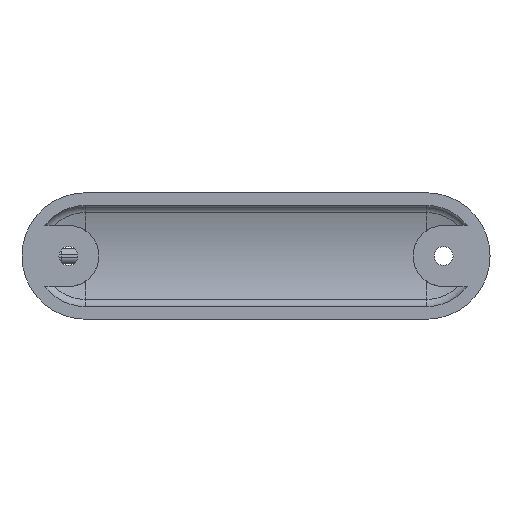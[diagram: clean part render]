
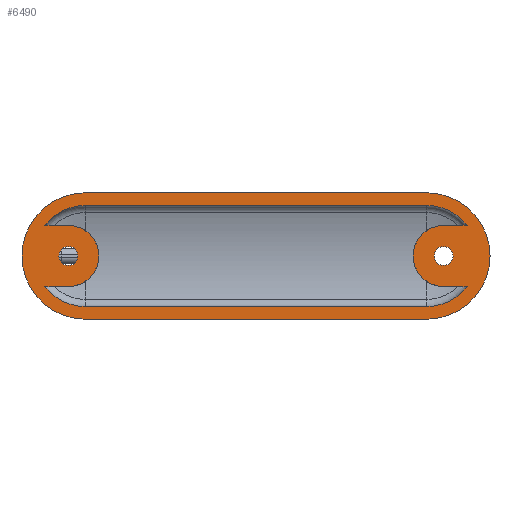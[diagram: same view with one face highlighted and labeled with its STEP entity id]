
A CAD part, left-side view. The second image highlights one B-rep face of the part: STEP entity #6490.
In plain terms, the highlighted planar face has unit normal (-1, 0, 0).
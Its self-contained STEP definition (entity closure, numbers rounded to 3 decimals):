
#4630=CARTESIAN_POINT('',(0.,40.5,-15.));
#4640=VERTEX_POINT('',#4630);
#4800=CARTESIAN_POINT('',(0.,40.5,15.));
#4810=VERTEX_POINT('',#4800);
#4840=CARTESIAN_POINT('',(0.,40.5,0.));
#4850=DIRECTION('',(-1.,0.,0.));
#4860=DIRECTION('',(0.,0.,1.));
#4870=AXIS2_PLACEMENT_3D('',#4840,#4850,#4860);
#4880=CIRCLE('',#4870,15.);
#4890=EDGE_CURVE('',#4810,#4640,#4880,.T.);
#4940=CARTESIAN_POINT('',(0.,-55.5,0.));
#4950=DIRECTION('',(1.,0.,0.));
#4960=DIRECTION('',(0.,-1.,0.));
#4970=AXIS2_PLACEMENT_3D('',#4940,#4950,#4960);
#4980=PLANE('',#4970);
#4990=CARTESIAN_POINT('',(0.,-55.5,15.));
#5000=DIRECTION('',(0.,1.,0.));
#5010=VECTOR('',#5000,1.);
#5020=LINE('',#4990,#5010);
#5030=CARTESIAN_POINT('',(0.,-40.5,15.));
#5040=VERTEX_POINT('',#5030);
#5050=EDGE_CURVE('',#5040,#4810,#5020,.T.);
#5060=ORIENTED_EDGE('',*,*,#5050,.T.);
#5070=CARTESIAN_POINT('',(0.,-40.5,0.));
#5080=DIRECTION('',(1.,-0.,-0.));
#5090=DIRECTION('',(0.,0.,1.));
#5100=AXIS2_PLACEMENT_3D('',#5070,#5080,#5090);
#5110=CIRCLE('',#5100,15.);
#5120=CARTESIAN_POINT('',(0.,-40.5,-15.));
#5130=VERTEX_POINT('',#5120);
#5140=EDGE_CURVE('',#5040,#5130,#5110,.T.);
#5150=ORIENTED_EDGE('',*,*,#5140,.F.);
#5160=CARTESIAN_POINT('',(0.,-55.5,-15.));
#5170=DIRECTION('',(0.,1.,0.));
#5180=VECTOR('',#5170,1.);
#5190=LINE('',#5160,#5180);
#5200=EDGE_CURVE('',#5130,#4640,#5190,.T.);
#5210=ORIENTED_EDGE('',*,*,#5200,.F.);
#5220=ORIENTED_EDGE('',*,*,#4890,.T.);
#5230=EDGE_LOOP('',(#5220,#5210,#5150,#5060));
#5240=FACE_OUTER_BOUND('',#5230,.T.);
#5250=CARTESIAN_POINT('',(0.,0.,-12.));
#5260=DIRECTION('',(0.,-1.,0.));
#5270=VECTOR('',#5260,1.);
#5280=LINE('',#5250,#5270);
#5290=CARTESIAN_POINT('',(0.,40.5,-12.));
#5300=VERTEX_POINT('',#5290);
#5310=CARTESIAN_POINT('',(0.,-40.5,-12.));
#5320=VERTEX_POINT('',#5310);
#5330=EDGE_CURVE('',#5300,#5320,#5280,.T.);
#5340=ORIENTED_EDGE('',*,*,#5330,.F.);
#5350=CARTESIAN_POINT('',(0.,-40.5,0.));
#5360=DIRECTION('',(1.,-0.,-0.));
#5370=DIRECTION('',(0.,0.,1.));
#5380=AXIS2_PLACEMENT_3D('',#5350,#5360,#5370);
#5390=CIRCLE('',#5380,12.);
#5400=CARTESIAN_POINT('',(0.,-50.062,-7.25));
#5410=VERTEX_POINT('',#5400);
#5420=EDGE_CURVE('',#5410,#5320,#5390,.T.);
#5430=ORIENTED_EDGE('',*,*,#5420,.T.);
#5440=CARTESIAN_POINT('',(0.,44.5,-7.25));
#5450=DIRECTION('',(0.,1.,0.));
#5460=VECTOR('',#5450,1.);
#5470=LINE('',#5440,#5460);
#5480=CARTESIAN_POINT('',(0.,-44.5,-7.25));
#5490=VERTEX_POINT('',#5480);
#5500=EDGE_CURVE('',#5410,#5490,#5470,.T.);
#5510=ORIENTED_EDGE('',*,*,#5500,.F.);
#5520=CARTESIAN_POINT('',(0.,-44.5,0.));
#5530=DIRECTION('',(-1.,0.,0.));
#5540=DIRECTION('',(0.,0.,1.));
#5550=AXIS2_PLACEMENT_3D('',#5520,#5530,#5540);
#5560=CIRCLE('',#5550,7.25);
#5570=CARTESIAN_POINT('',(0.,-44.5,7.25));
#5580=VERTEX_POINT('',#5570);
#5590=EDGE_CURVE('',#5580,#5490,#5560,.T.);
#5600=ORIENTED_EDGE('',*,*,#5590,.T.);
#5610=CARTESIAN_POINT('',(0.,44.5,7.25));
#5620=DIRECTION('',(0.,1.,0.));
#5630=VECTOR('',#5620,1.);
#5640=LINE('',#5610,#5630);
#5650=CARTESIAN_POINT('',(0.,-50.062,7.25));
#5660=VERTEX_POINT('',#5650);
#5670=EDGE_CURVE('',#5660,#5580,#5640,.T.);
#5680=ORIENTED_EDGE('',*,*,#5670,.T.);
#5690=CARTESIAN_POINT('',(0.,-40.5,12.));
#5700=VERTEX_POINT('',#5690);
#5710=EDGE_CURVE('',#5700,#5660,#5390,.T.);
#5720=ORIENTED_EDGE('',*,*,#5710,.T.);
#5730=CARTESIAN_POINT('',(-0.,0.,12.));
#5740=DIRECTION('',(0.,-1.,0.));
#5750=VECTOR('',#5740,1.);
#5760=LINE('',#5730,#5750);
#5770=CARTESIAN_POINT('',(-0.,40.5,12.));
#5780=VERTEX_POINT('',#5770);
#5790=EDGE_CURVE('',#5780,#5700,#5760,.T.);
#5800=ORIENTED_EDGE('',*,*,#5790,.T.);
#5810=CARTESIAN_POINT('',(0.,40.5,0.));
#5820=DIRECTION('',(-1.,0.,0.));
#5830=DIRECTION('',(0.,0.,1.));
#5840=AXIS2_PLACEMENT_3D('',#5810,#5820,#5830);
#5850=CIRCLE('',#5840,12.);
#5860=CARTESIAN_POINT('',(0.,50.062,7.25));
#5870=VERTEX_POINT('',#5860);
#5880=EDGE_CURVE('',#5780,#5870,#5850,.T.);
#5890=ORIENTED_EDGE('',*,*,#5880,.F.);
#5900=CARTESIAN_POINT('',(0.,44.5,7.25));
#5910=DIRECTION('',(0.,1.,0.));
#5920=VECTOR('',#5910,1.);
#5930=LINE('',#5900,#5920);
#5940=CARTESIAN_POINT('',(0.,44.5,7.25));
#5950=VERTEX_POINT('',#5940);
#5960=EDGE_CURVE('',#5950,#5870,#5930,.T.);
#5970=ORIENTED_EDGE('',*,*,#5960,.T.);
#5980=CARTESIAN_POINT('',(0.,44.5,0.));
#5990=DIRECTION('',(-1.,0.,0.));
#6000=DIRECTION('',(0.,0.,1.));
#6010=AXIS2_PLACEMENT_3D('',#5980,#5990,#6000);
#6020=CIRCLE('',#6010,7.25);
#6030=CARTESIAN_POINT('',(0.,44.5,-7.25));
#6040=VERTEX_POINT('',#6030);
#6050=EDGE_CURVE('',#6040,#5950,#6020,.T.);
#6060=ORIENTED_EDGE('',*,*,#6050,.T.);
#6070=CARTESIAN_POINT('',(0.,44.5,-7.25));
#6080=DIRECTION('',(0.,1.,0.));
#6090=VECTOR('',#6080,1.);
#6100=LINE('',#6070,#6090);
#6110=CARTESIAN_POINT('',(0.,50.062,-7.25));
#6120=VERTEX_POINT('',#6110);
#6130=EDGE_CURVE('',#6040,#6120,#6100,.T.);
#6140=ORIENTED_EDGE('',*,*,#6130,.F.);
#6150=EDGE_CURVE('',#6120,#5300,#5850,.T.);
#6160=ORIENTED_EDGE('',*,*,#6150,.F.);
#6170=EDGE_LOOP('',(#6160,#6140,#6060,#5970,#5890,#5800,#5720,#5680,
#5600,#5510,#5430,#5340));
#6180=FACE_BOUND('',#6170,.T.);
#6190=CARTESIAN_POINT('',(0.,-44.5,0.));
#6200=DIRECTION('',(-1.,0.,0.));
#6210=DIRECTION('',(0.,0.,1.));
#6220=AXIS2_PLACEMENT_3D('',#6190,#6200,#6210);
#6230=CIRCLE('',#6220,2.25);
#6240=CARTESIAN_POINT('',(0.,-44.5,2.25));
#6250=VERTEX_POINT('',#6240);
#6260=CARTESIAN_POINT('',(0.,-44.5,-2.25));
#6270=VERTEX_POINT('',#6260);
#6280=EDGE_CURVE('',#6250,#6270,#6230,.T.);
#6290=ORIENTED_EDGE('',*,*,#6280,.F.);
#6300=EDGE_CURVE('',#6270,#6250,#6230,.T.);
#6310=ORIENTED_EDGE('',*,*,#6300,.F.);
#6320=EDGE_LOOP('',(#6310,#6290));
#6330=FACE_BOUND('',#6320,.T.);
#6340=CARTESIAN_POINT('',(0.,44.5,0.));
#6350=DIRECTION('',(-1.,0.,0.));
#6360=DIRECTION('',(0.,0.,1.));
#6370=AXIS2_PLACEMENT_3D('',#6340,#6350,#6360);
#6380=CIRCLE('',#6370,2.25);
#6390=CARTESIAN_POINT('',(0.,44.5,2.25));
#6400=VERTEX_POINT('',#6390);
#6410=CARTESIAN_POINT('',(0.,44.5,-2.25));
#6420=VERTEX_POINT('',#6410);
#6430=EDGE_CURVE('',#6400,#6420,#6380,.T.);
#6440=ORIENTED_EDGE('',*,*,#6430,.F.);
#6450=EDGE_CURVE('',#6420,#6400,#6380,.T.);
#6460=ORIENTED_EDGE('',*,*,#6450,.F.);
#6470=EDGE_LOOP('',(#6460,#6440));
#6480=FACE_BOUND('',#6470,.T.);
#6490=ADVANCED_FACE('',(#5240,#6180,#6330,#6480),#4980,.F.);
